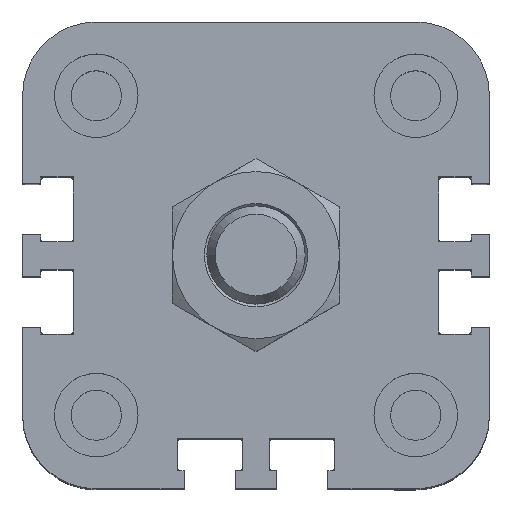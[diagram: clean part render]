
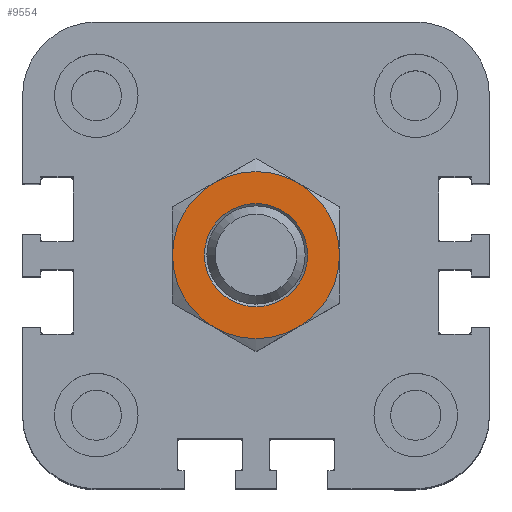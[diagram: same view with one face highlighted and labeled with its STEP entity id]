
A CAD part, top view. The second image highlights one B-rep face of the part: STEP entity #9554.
In plain terms, the highlighted face is planar.
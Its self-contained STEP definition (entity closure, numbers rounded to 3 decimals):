
#9458=CARTESIAN_POINT('',(-5.25,0.,0.0));
#9459=VERTEX_POINT('',#9458);
#9460=CARTESIAN_POINT('',(0.0,0.0,0.0));
#9461=DIRECTION('',(0.0,0.0,-1.0));
#9462=DIRECTION('',(1.0,0.0,0.0));
#9463=AXIS2_PLACEMENT_3D('',#9460,#9461,#9462);
#9464=CIRCLE('',#9463,5.25);
#9465=EDGE_CURVE('',#9459,#9459,#9464,.T.);
#9490=CARTESIAN_POINT('',(0.,0.,0.0));
#9491=DIRECTION('',(0.0,0.0,1.0));
#9492=DIRECTION('',(1.0,0.0,0.0));
#9493=AXIS2_PLACEMENT_3D('',#9490,#9491,#9492);
#9494=PLANE('',#9493);
#9495=CARTESIAN_POINT('',(-7.361,4.25,0.));
#9496=VERTEX_POINT('',#9495);
#9497=CARTESIAN_POINT('',(0.,8.5,0.));
#9498=VERTEX_POINT('',#9497);
#9499=CARTESIAN_POINT('',(0.0,0.0,0.0));
#9500=DIRECTION('',(0.0,0.0,-1.0));
#9501=DIRECTION('',(1.0,0.0,0.0));
#9502=AXIS2_PLACEMENT_3D('',#9499,#9500,#9501);
#9503=CIRCLE('',#9502,8.5);
#9504=EDGE_CURVE('',#9496,#9498,#9503,.T.);
#9505=ORIENTED_EDGE('',*,*,#9504,.T.);
#9506=CARTESIAN_POINT('',(7.361,4.25,0.));
#9507=VERTEX_POINT('',#9506);
#9508=CARTESIAN_POINT('',(0.0,0.0,0.0));
#9509=DIRECTION('',(0.0,0.0,-1.0));
#9510=DIRECTION('',(1.0,0.0,0.0));
#9511=AXIS2_PLACEMENT_3D('',#9508,#9509,#9510);
#9512=CIRCLE('',#9511,8.5);
#9513=EDGE_CURVE('',#9498,#9507,#9512,.T.);
#9514=ORIENTED_EDGE('',*,*,#9513,.T.);
#9515=CARTESIAN_POINT('',(7.361,-4.25,0.));
#9516=VERTEX_POINT('',#9515);
#9517=CARTESIAN_POINT('',(0.0,0.0,0.0));
#9518=DIRECTION('',(0.0,0.0,-1.0));
#9519=DIRECTION('',(1.0,0.0,0.0));
#9520=AXIS2_PLACEMENT_3D('',#9517,#9518,#9519);
#9521=CIRCLE('',#9520,8.5);
#9522=EDGE_CURVE('',#9507,#9516,#9521,.T.);
#9523=ORIENTED_EDGE('',*,*,#9522,.T.);
#9524=CARTESIAN_POINT('',(0.,-8.5,0.));
#9525=VERTEX_POINT('',#9524);
#9526=CARTESIAN_POINT('',(0.0,0.0,0.0));
#9527=DIRECTION('',(0.0,0.0,-1.0));
#9528=DIRECTION('',(1.0,0.0,0.0));
#9529=AXIS2_PLACEMENT_3D('',#9526,#9527,#9528);
#9530=CIRCLE('',#9529,8.5);
#9531=EDGE_CURVE('',#9516,#9525,#9530,.T.);
#9532=ORIENTED_EDGE('',*,*,#9531,.T.);
#9533=CARTESIAN_POINT('',(-7.361,-4.25,0.));
#9534=VERTEX_POINT('',#9533);
#9535=CARTESIAN_POINT('',(0.0,0.0,0.0));
#9536=DIRECTION('',(0.0,0.0,-1.0));
#9537=DIRECTION('',(1.0,0.0,0.0));
#9538=AXIS2_PLACEMENT_3D('',#9535,#9536,#9537);
#9539=CIRCLE('',#9538,8.5);
#9540=EDGE_CURVE('',#9525,#9534,#9539,.T.);
#9541=ORIENTED_EDGE('',*,*,#9540,.T.);
#9542=CARTESIAN_POINT('',(0.0,0.0,0.0));
#9543=DIRECTION('',(0.0,0.0,-1.0));
#9544=DIRECTION('',(1.0,0.0,0.0));
#9545=AXIS2_PLACEMENT_3D('',#9542,#9543,#9544);
#9546=CIRCLE('',#9545,8.5);
#9547=EDGE_CURVE('',#9534,#9496,#9546,.T.);
#9548=ORIENTED_EDGE('',*,*,#9547,.T.);
#9549=EDGE_LOOP('',(#9505,#9514,#9523,#9532,#9541,#9548));
#9550=FACE_OUTER_BOUND('',#9549,.T.);
#9551=ORIENTED_EDGE('',*,*,#9465,.F.);
#9552=EDGE_LOOP('',(#9551));
#9553=FACE_BOUND('',#9552,.T.);
#9554=ADVANCED_FACE('',(#9550,#9553),#9494,.F.);
